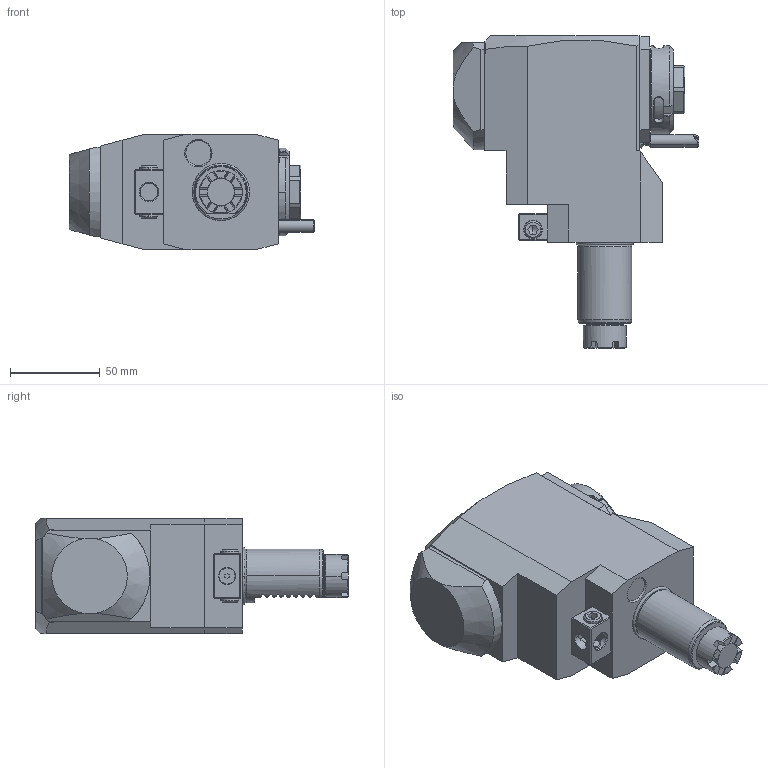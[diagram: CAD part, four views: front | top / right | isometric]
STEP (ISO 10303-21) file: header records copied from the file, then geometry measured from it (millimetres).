
FILE_DESCRIPTION((''),'2;1');
FILE_NAME('NGT1_30_445_25_1_1_85T','2024-03-27T',('vali'),('NOVA GRUP'),'PRO/ENGINEER BY PARAMETRIC TECHNOLOGY CORPORATION, 2010280','PRO/ENGINEER BY PARAMETRIC TECHNOLOGY CORPORATION, 2010280','');
FILE_SCHEMA(('CONFIG_CONTROL_DESIGN'));
Length unit declared in the file: millimetre
Products named in the file (1): NGT1_30_445_25_1_1_85T
Bounding box: 136.88 x 174 x 64 mm (x, y, z)
Volume: 709962 mm3; surface area: 59655.1 mm2
Topology: 1 solids, 1 shells, 366 faces, 986 edges, 635 vertices
Faces by surface type: plane 214, cylinder 70, cone 67, torus 7, bspline 6, sphere 2
Entity records: 14219 total; most frequent: CARTESIAN_POINT 5334, ORIENTED_EDGE 1964, DIRECTION 1676, EDGE_CURVE 982, VERTEX_POINT 635, AXIS2_PLACEMENT_3D 582, VECTOR 512, LINE 512
